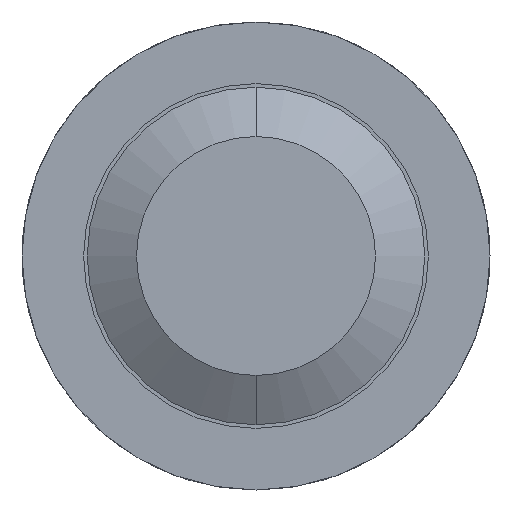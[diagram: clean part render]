
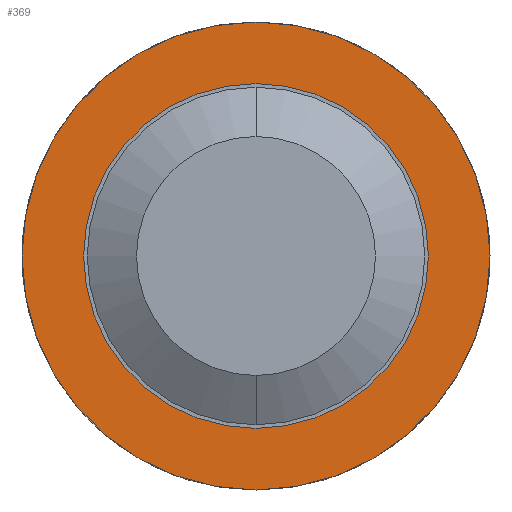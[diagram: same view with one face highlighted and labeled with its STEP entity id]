
A CAD part, front view. The second image highlights one B-rep face of the part: STEP entity #369.
In plain terms, the highlighted planar face has unit normal (0, -1, 0).
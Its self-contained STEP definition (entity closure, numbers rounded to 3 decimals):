
#102 = CARTESIAN_POINT ( 'NONE',  ( 0.95, -2.5, 0. ) ) ;
#154 = EDGE_LOOP ( 'NONE', ( #2656, #2261 ) ) ;
#214 = VERTEX_POINT ( 'NONE', #1260 ) ;
#369 = ADVANCED_FACE ( 'Defeature ausgef�hrt3_16', ( #2882, #1737 ), #3471, .F. ) ;
#393 = AXIS2_PLACEMENT_3D ( 'NONE', #1862, #2102, #674 ) ;
#521 = DIRECTION ( 'NONE',  ( 0., 0., 1. ) ) ;
#674 = DIRECTION ( 'NONE',  ( 0., 0., 1. ) ) ;
#698 = ORIENTED_EDGE ( 'NONE', *, *, #1924, .F. ) ;
#841 = DIRECTION ( 'NONE',  ( 0., 1., 0. ) ) ;
#970 = EDGE_CURVE ( 'Defeature ausgef�hrt3_16+Defeature ausgef�hrt3_10+Defeature ausgef�hrt3_10+Defeature ausgef�hrt3_10', #1908, #2976, #1236, .T. ) ;
#1132 = CARTESIAN_POINT ( 'NONE',  ( 0., -2.5, 0. ) ) ;
#1150 = CARTESIAN_POINT ( 'NONE',  ( 0., -2.5, -0.685 ) ) ;
#1177 = CARTESIAN_POINT ( 'NONE',  ( 0., -2.5, 0. ) ) ;
#1236 = CIRCLE ( 'NONE', #393, 0.685 ) ;
#1241 = CARTESIAN_POINT ( 'NONE',  ( 0., -2.5, -0.95 ) ) ;
#1260 = CARTESIAN_POINT ( 'NONE',  ( 0., -2.5, 0.95 ) ) ;
#1342 = AXIS2_PLACEMENT_3D ( 'NONE', #3264, #1815, #1542 ) ;
#1400 = AXIS2_PLACEMENT_3D ( 'NONE', #1177, #841, #1702 ) ;
#1542 = DIRECTION ( 'NONE',  ( 0., 0., 1. ) ) ;
#1696 = EDGE_CURVE ( 'Defeature ausgef�hrt3_16+Defeature ausgef�hrt3_10+Defeature ausgef�hrt3_10+Defeature ausgef�hrt3_10', #2976, #1908, #3300, .T. ) ;
#1702 = DIRECTION ( 'NONE',  ( 0., 0., 1. ) ) ;
#1737 = FACE_BOUND ( 'NONE', #154, .T. ) ;
#1815 = DIRECTION ( 'NONE',  ( 0., 1., 0. ) ) ;
#1862 = CARTESIAN_POINT ( 'NONE',  ( 0., -2.5, 0. ) ) ;
#1884 = AXIS2_PLACEMENT_3D ( 'NONE', #1132, #3410, #521 ) ;
#1908 = VERTEX_POINT ( 'NONE', #2809 ) ;
#1924 = EDGE_CURVE ( 'Defeature ausgef�hrt3_15+Defeature ausgef�hrt3_16+Defeature ausgef�hrt3_16+Defeature ausgef�hrt3_16', #214, #3648, #3661, .T. ) ;
#2102 = DIRECTION ( 'NONE',  ( 0., 1., 0. ) ) ;
#2261 = ORIENTED_EDGE ( 'NONE', *, *, #1696, .T. ) ;
#2483 = ORIENTED_EDGE ( 'NONE', *, *, #2954, .F. ) ;
#2656 = ORIENTED_EDGE ( 'NONE', *, *, #970, .T. ) ;
#2809 = CARTESIAN_POINT ( 'NONE',  ( 0., -2.5, 0.685 ) ) ;
#2882 = FACE_OUTER_BOUND ( 'NONE', #2932, .T. ) ;
#2932 = EDGE_LOOP ( 'NONE', ( #698, #2483 ) ) ;
#2954 = EDGE_CURVE ( 'Defeature ausgef�hrt3_15+Defeature ausgef�hrt3_16+Defeature ausgef�hrt3_16+Defeature ausgef�hrt3_16', #3648, #214, #3609, .T. ) ;
#2976 = VERTEX_POINT ( 'NONE', #1150 ) ;
#3181 = DIRECTION ( 'NONE',  ( 0., 0., 1. ) ) ;
#3264 = CARTESIAN_POINT ( 'NONE',  ( 0., -2.5, 0. ) ) ;
#3300 = CIRCLE ( 'NONE', #1342, 0.685 ) ;
#3378 = AXIS2_PLACEMENT_3D ( 'NONE', #102, #3434, #3181 ) ;
#3410 = DIRECTION ( 'NONE',  ( 0., 1., 0. ) ) ;
#3434 = DIRECTION ( 'NONE',  ( 0., 1., 0. ) ) ;
#3471 = PLANE ( 'NONE',  #3378 ) ;
#3609 = CIRCLE ( 'NONE', #1884, 0.95 ) ;
#3648 = VERTEX_POINT ( 'NONE', #1241 ) ;
#3661 = CIRCLE ( 'NONE', #1400, 0.95 ) ;
